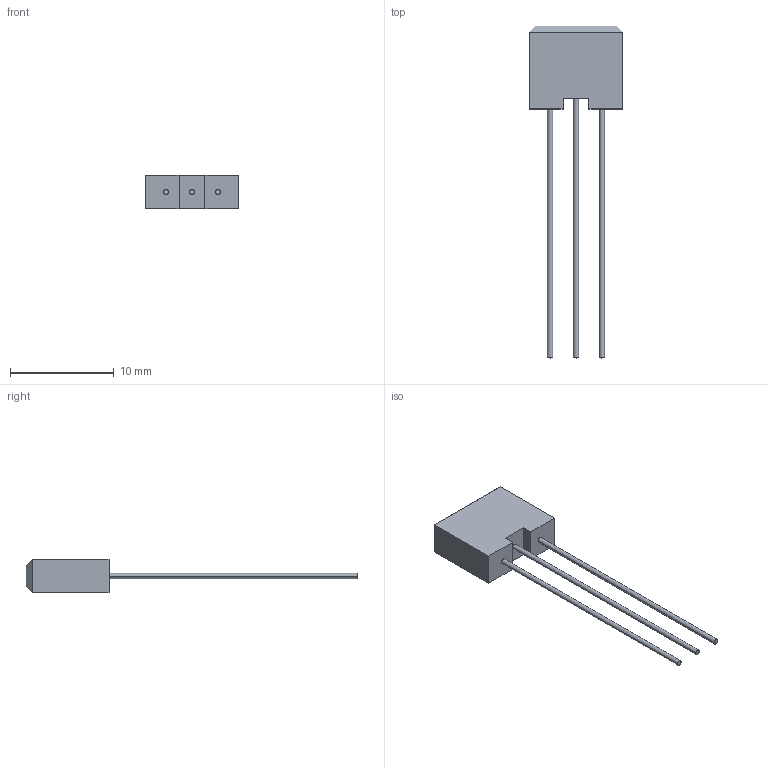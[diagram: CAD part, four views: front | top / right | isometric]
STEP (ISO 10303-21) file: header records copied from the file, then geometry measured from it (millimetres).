
FILE_DESCRIPTION((''),'2;1');
FILE_NAME('EMI-T','2012-08-21T',('ryans'),('Bourns, Inc.'),'PRO/ENGINEER BY PARAMETRIC TECHNOLOGY CORPORATION, 2010100','PRO/ENGINEER BY PARAMETRIC TECHNOLOGY CORPORATION, 2010100','');
FILE_SCHEMA(('CONFIG_CONTROL_DESIGN'));
Length unit declared in the file: millimetre
Products named in the file (1): EMI-T
Bounding box: 9 x 32 x 3.2 mm (x, y, z)
Volume: 232.6 mm3; surface area: 359.7 mm2
Topology: 1 solids, 1 shells, 23 faces, 50 edges, 32 vertices
Faces by surface type: plane 17, cylinder 6
Entity records: 662 total; most frequent: DIRECTION 108, CARTESIAN_POINT 105, ORIENTED_EDGE 100, EDGE_CURVE 50, VECTOR 38, LINE 38, AXIS2_PLACEMENT_3D 35, VERTEX_POINT 32
